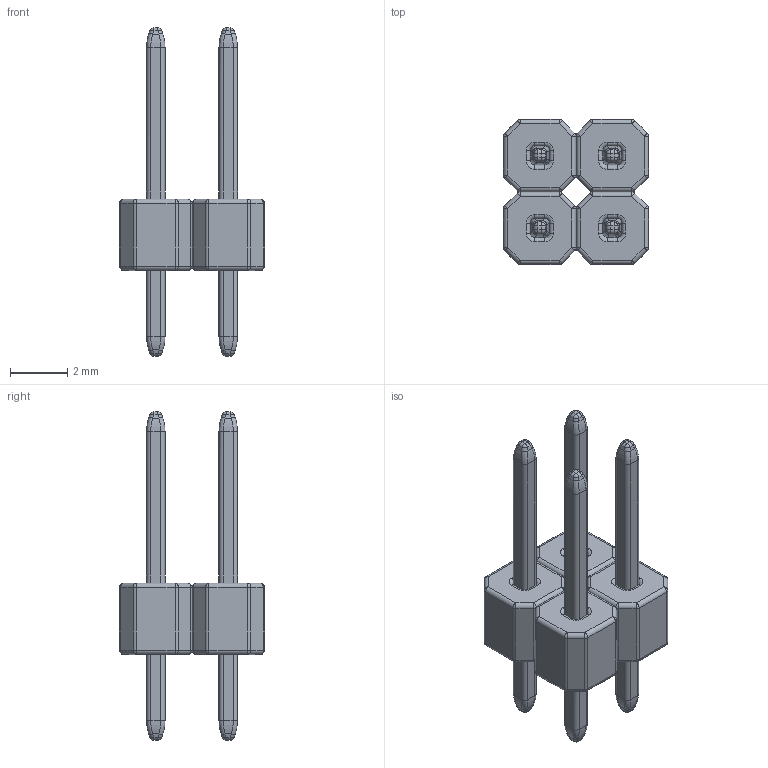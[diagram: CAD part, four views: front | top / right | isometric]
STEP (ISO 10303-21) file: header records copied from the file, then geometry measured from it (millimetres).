
FILE_DESCRIPTION(('FreeCAD Model'),'2;1');
FILE_NAME('Open CASCADE Shape Model','2023-08-10T12:04:47',(''),(''), 'Open CASCADE STEP processor 7.6','FreeCAD','Unknown');
FILE_SCHEMA(('AUTOMOTIVE_DESIGN { 1 0 10303 214 1 1 1 1 }'));
Length unit declared in the file: millimetre
Products named in the file (5): PinHead; Shroud; Shroud_SinglePin; Pins; Pins_SinglePin
Assembly tree (10 placements, depth 3):
  PinHead
    Shroud
      Shroud_SinglePin  x4
    Pins
      Pins_SinglePin  x4
Bounding box: 5.08 x 5.08 x 11.5 mm (x, y, z)
Volume: 72.4 mm3; surface area: 256.7 mm2
Topology: 8 solids, 8 shells, 528 faces, 1152 edges, 544 vertices
Faces by surface type: cylinder 256, plane 112, sphere 96, torus 32, bspline 32
Entity records: 8349 total; most frequent: CARTESIAN_POINT 2723, DIRECTION 1108, LINE 608, VECTOR 608, ORIENTED_EDGE 528, PCURVE 528, DEFINITIONAL_REPRESENTATION 528, EDGE_CURVE 264
